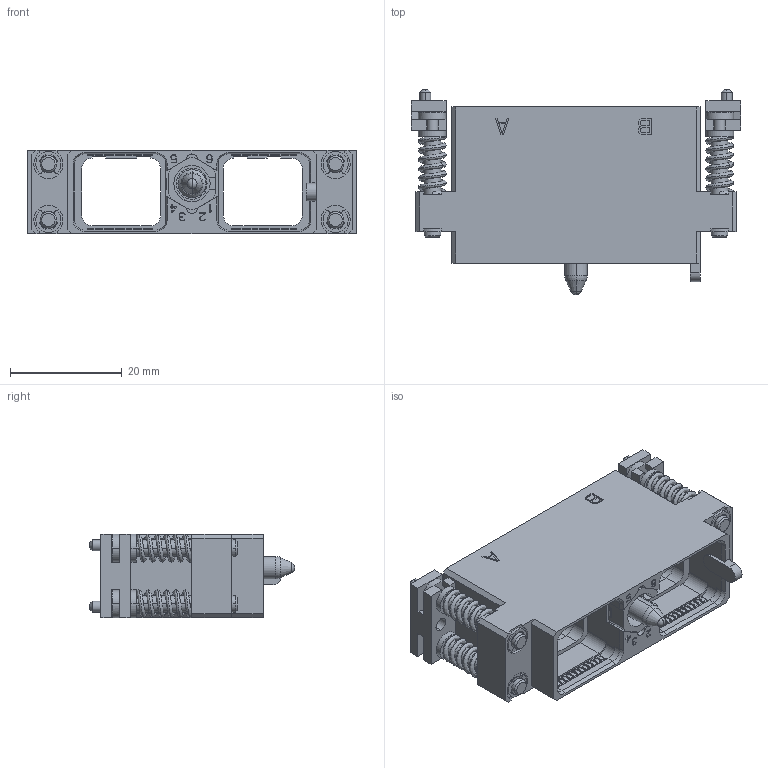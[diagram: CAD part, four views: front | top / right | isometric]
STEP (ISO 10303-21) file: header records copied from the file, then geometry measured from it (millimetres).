
FILE_DESCRIPTION((''),'2;1');
FILE_NAME('SIM2D48NG','2019-09-24T',('presta_be4'),(''),'PRO/ENGINEER BY PARAMETRIC TECHNOLOGY CORPORATION, 2014310','PRO/ENGINEER BY PARAMETRIC TECHNOLOGY CORPORATION, 2014310','');
FILE_SCHEMA(('CONFIG_CONTROL_DESIGN'));
Products named in the file (1): SIM2D48NG
Bounding box: 59.02 x 36.83 x 15.06 mm (x, y, z)
Volume: 9099.6 mm3; surface area: 12976.5 mm2
Topology: 1 solids, 1 shells, 1952 faces, 5648 edges, 3606 vertices
Faces by surface type: plane 1071, cylinder 597, cone 232, bspline 24, sphere 16, torus 12
Entity records: 75902 total; most frequent: CARTESIAN_POINT 24216, ORIENTED_EDGE 10908, DIRECTION 10784, EDGE_CURVE 5454, VECTOR 3788, LINE 3788, VERTEX_POINT 3606, AXIS2_PLACEMENT_3D 3498
